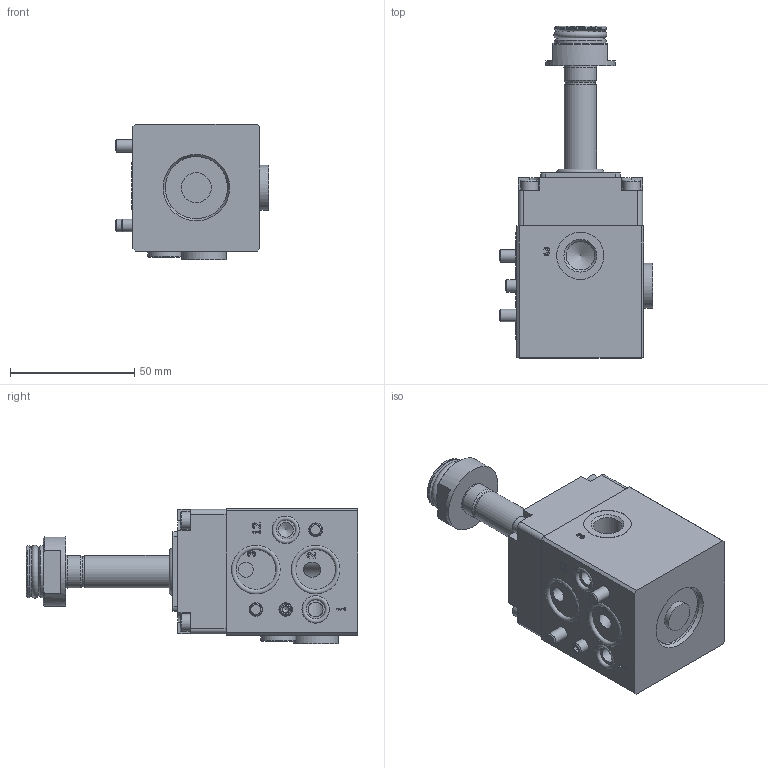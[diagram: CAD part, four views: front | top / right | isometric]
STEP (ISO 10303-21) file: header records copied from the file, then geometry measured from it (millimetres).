
FILE_DESCRIPTION(/* description */ ('STEP AP214'),/* implementation_level */ '2;1');
FILE_NAME(/* name */ '4514745_VOFC-LT-M32C-MC-FGP14-F19A',/* time_stamp */ '2024-09-17T01:27:57+02:00',/* author */ ('License CC BY-ND 4.0'),/* organization */ ('CADENAS'),/* preprocessor_version */ 'ST-DEVELOPER v19.3',/* originating_system */ 'PARTsolutions',/* authorisation */ ' ');
FILE_SCHEMA (('AUTOMOTIVE_DESIGN {1 0 10303 214 3 1 1}'));
Length unit declared in the file: millimetre
Products named in the file (9): 4514745 VOFC-LT-M32C-MC-FGP14-F19A; 2868687 VOFC-L-T-M32C-MC-FGP14-F19A----(d); 2868687 VOFC-LT-M32C-MC-FGP14-F19A-----(part); 8040819 F-M5x50-A2-70; 200936 B-16x2-N; 248894 B-7,65x1,78-N; ISO-4026 M5x10; 8085673 NPQR-BK-G18---(high); Blind-1/4-R---(part)
Assembly tree (12 placements, depth 2):
  4514745 VOFC-LT-M32C-MC-FGP14-F19A
    2868687 VOFC-L-T-M32C-MC-FGP14-F19A----(d)
    2868687 VOFC-LT-M32C-MC-FGP14-F19A-----(part)
    8040819 F-M5x50-A2-70  x2
    200936 B-16x2-N  x2
    248894 B-7,65x1,78-N  x2
    ISO-4026 M5x10
    8085673 NPQR-BK-G18---(high)
    Blind-1/4-R---(part)  x2
Bounding box: 61.5 x 133.35 x 54.5 mm (x, y, z)
Volume: 192966.5 mm3; surface area: 37142.3 mm2
Topology: 11 solids, 11 shells, 465 faces, 1113 edges, 722 vertices
Faces by surface type: plane 278, cylinder 131, cone 37, torus 19
Full cylindrical faces by diameter (mm): 5 x3, 5.1 x1, 5.5 x3, 6 x4, 7 x4, 8 x1, 8.38 x4, 8.5 x2, 8.566 x1, 9.728 x1, 10 x2, 11 x2, 11.445 x3, 12 x1, 12.06 x1, 13 x2, 13.157 x3, 14 x1, 15.2 x1, 18 x2, 19 x2, 19.2 x1, 19.5 x2, 21 x2, 25 x1, 28 x1
Entity records: 14677 total; most frequent: CARTESIAN_POINT 2109, DIRECTION 2090, ORIENTED_EDGE 1850, EDGE_CURVE 925, AXIS2_PLACEMENT_3D 749, VERTEX_POINT 660, LINE 592, VECTOR 592
